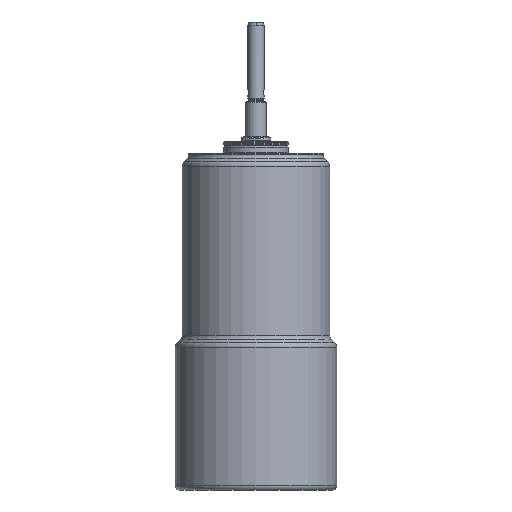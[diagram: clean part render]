
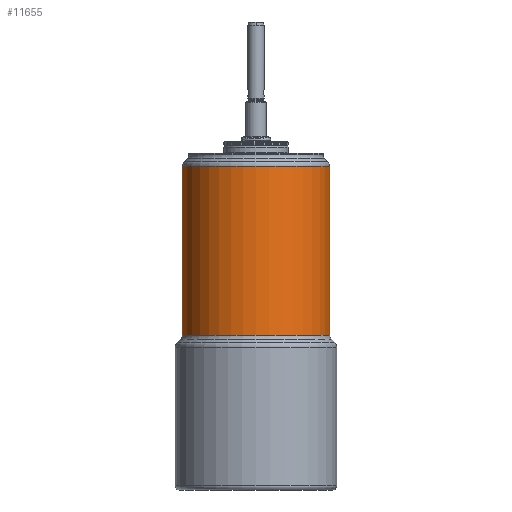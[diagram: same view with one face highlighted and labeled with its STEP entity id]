
A CAD part, front view. The second image highlights one B-rep face of the part: STEP entity #11655.
In plain terms, the highlighted cylindrical face has radius 36.5 mm (diameter 73 mm), a partial arc.
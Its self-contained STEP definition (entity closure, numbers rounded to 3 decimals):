
#128 = EDGE_CURVE ( 'NONE', #8379, #22361, #18009, .T. ) ;
#1867 = AXIS2_PLACEMENT_3D ( 'NONE', #13884, #9924, #17923 ) ;
#2065 = EDGE_CURVE ( 'NONE', #22976, #9810, #8579, .T. ) ;
#2266 = DIRECTION ( 'NONE',  ( -1., 0., 0. ) ) ;
#4845 = ORIENTED_EDGE ( 'NONE', *, *, #128, .T. ) ;
#5017 = CARTESIAN_POINT ( 'NONE',  ( 0., 0., -6.5 ) ) ;
#5652 = EDGE_LOOP ( 'NONE', ( #15349, #21979, #4845, #6028 ) ) ;
#6028 = ORIENTED_EDGE ( 'NONE', *, *, #6056, .T. ) ;
#6056 = EDGE_CURVE ( 'NONE', #22361, #9810, #22179, .T. ) ;
#7854 = AXIS2_PLACEMENT_3D ( 'NONE', #5017, #16950, #14883 ) ;
#8379 = VERTEX_POINT ( 'NONE', #25244 ) ;
#8579 = LINE ( 'NONE', #20250, #17435 ) ;
#9810 = VERTEX_POINT ( 'NONE', #11455 ) ;
#9924 = DIRECTION ( 'NONE',  ( 0., 0., -1. ) ) ;
#11332 = AXIS2_PLACEMENT_3D ( 'NONE', #16345, #16230, #2266 ) ;
#11455 = CARTESIAN_POINT ( 'NONE',  ( 36.5, 0., -78.172 ) ) ;
#11655 = ADVANCED_FACE ( 'NONE', ( #24804 ), #13027, .T. ) ;
#13027 = CYLINDRICAL_SURFACE ( 'NONE', #7854, 36.5 ) ;
#13236 = CIRCLE ( 'NONE', #1867, 36.5 ) ;
#13884 = CARTESIAN_POINT ( 'NONE',  ( 0., 0., 5.507 ) ) ;
#14883 = DIRECTION ( 'NONE',  ( -1., 0., 0. ) ) ;
#15349 = ORIENTED_EDGE ( 'NONE', *, *, #2065, .F. ) ;
#16230 = DIRECTION ( 'NONE',  ( 0., 0., 1. ) ) ;
#16345 = CARTESIAN_POINT ( 'NONE',  ( 0., 0., -78.172 ) ) ;
#16950 = DIRECTION ( 'NONE',  ( 0., 0., -1. ) ) ;
#17435 = VECTOR ( 'NONE', #18671, 1000. ) ;
#17923 = DIRECTION ( 'NONE',  ( -1., 0., 0. ) ) ;
#18009 = LINE ( 'NONE', #26037, #19251 ) ;
#18671 = DIRECTION ( 'NONE',  ( 0., 0., -1. ) ) ;
#19251 = VECTOR ( 'NONE', #20092, 1000. ) ;
#19612 = CARTESIAN_POINT ( 'NONE',  ( -36.5, 0., -78.172 ) ) ;
#20092 = DIRECTION ( 'NONE',  ( 0., 0., -1. ) ) ;
#20250 = CARTESIAN_POINT ( 'NONE',  ( 36.5, 0., -6.5 ) ) ;
#21550 = EDGE_CURVE ( 'NONE', #22976, #8379, #13236, .T. ) ;
#21979 = ORIENTED_EDGE ( 'NONE', *, *, #21550, .T. ) ;
#22179 = CIRCLE ( 'NONE', #11332, 36.5 ) ;
#22361 = VERTEX_POINT ( 'NONE', #19612 ) ;
#22976 = VERTEX_POINT ( 'NONE', #23267 ) ;
#23267 = CARTESIAN_POINT ( 'NONE',  ( 36.5, 0., 5.507 ) ) ;
#24804 = FACE_OUTER_BOUND ( 'NONE', #5652, .T. ) ;
#25244 = CARTESIAN_POINT ( 'NONE',  ( -36.5, 0., 5.507 ) ) ;
#26037 = CARTESIAN_POINT ( 'NONE',  ( -36.5, 0., -6.5 ) ) ;
